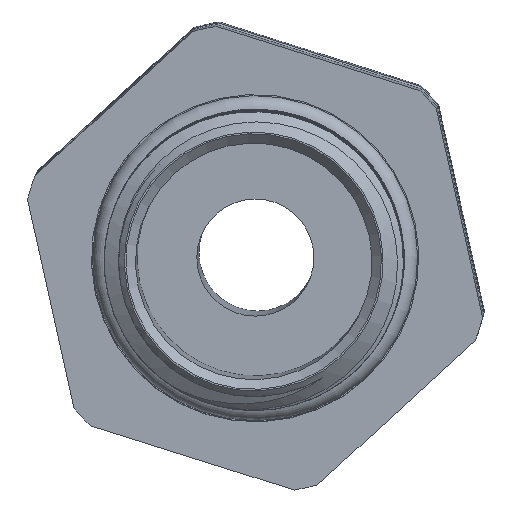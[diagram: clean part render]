
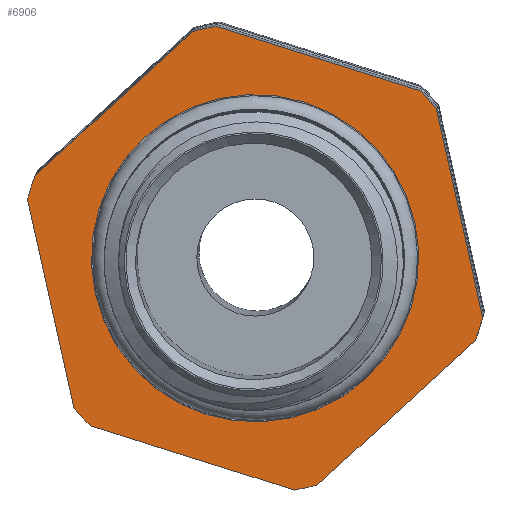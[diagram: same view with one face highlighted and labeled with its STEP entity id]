
A CAD part, front view. The second image highlights one B-rep face of the part: STEP entity #6906.
In plain terms, the highlighted face is planar.
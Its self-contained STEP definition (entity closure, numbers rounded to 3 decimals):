
#216=FACE_BOUND('',#1410,.T.);
#615=CIRCLE('',#7863,12.35);
#616=CIRCLE('',#7865,12.35);
#617=CIRCLE('',#7867,12.35);
#618=CIRCLE('',#7869,12.35);
#619=CIRCLE('',#7871,12.35);
#620=CIRCLE('',#7873,12.35);
#622=CIRCLE('',#7876,8.599);
#1008=FACE_OUTER_BOUND('',#1409,.T.);
#1409=EDGE_LOOP('',(#6135,#6136,#6137,#6138,#6139,#6140,#6141,#6142,#6143,
#6144,#6145,#6146));
#1410=EDGE_LOOP('',(#6147));
#1935=LINE('',#15157,#2171);
#1938=LINE('',#15172,#2174);
#1941=LINE('',#15187,#2177);
#1944=LINE('',#15202,#2180);
#1947=LINE('',#15217,#2183);
#1950=LINE('',#15232,#2186);
#2171=VECTOR('',#9857,10.);
#2174=VECTOR('',#9862,10.);
#2177=VECTOR('',#9867,10.);
#2180=VECTOR('',#9872,10.);
#2183=VECTOR('',#9877,10.);
#2186=VECTOR('',#9882,10.);
#3031=VERTEX_POINT('',#15154);
#3032=VERTEX_POINT('',#15156);
#3036=VERTEX_POINT('',#15169);
#3037=VERTEX_POINT('',#15171);
#3041=VERTEX_POINT('',#15184);
#3042=VERTEX_POINT('',#15186);
#3046=VERTEX_POINT('',#15199);
#3047=VERTEX_POINT('',#15201);
#3051=VERTEX_POINT('',#15214);
#3052=VERTEX_POINT('',#15216);
#3056=VERTEX_POINT('',#15229);
#3057=VERTEX_POINT('',#15231);
#3058=VERTEX_POINT('',#15263);
#4064=EDGE_CURVE('',#3032,#3031,#1935,.T.);
#4069=EDGE_CURVE('',#3037,#3036,#1938,.T.);
#4074=EDGE_CURVE('',#3042,#3041,#1941,.T.);
#4079=EDGE_CURVE('',#3047,#3046,#1944,.T.);
#4084=EDGE_CURVE('',#3052,#3051,#1947,.T.);
#4089=EDGE_CURVE('',#3057,#3056,#1950,.T.);
#4101=EDGE_CURVE('',#3057,#3046,#615,.T.);
#4102=EDGE_CURVE('',#3042,#3056,#616,.T.);
#4103=EDGE_CURVE('',#3047,#3036,#617,.T.);
#4104=EDGE_CURVE('',#3037,#3051,#618,.T.);
#4105=EDGE_CURVE('',#3052,#3031,#619,.T.);
#4106=EDGE_CURVE('',#3032,#3041,#620,.T.);
#4108=EDGE_CURVE('',#3058,#3058,#622,.T.);
#6135=ORIENTED_EDGE('',*,*,#4064,.T.);
#6136=ORIENTED_EDGE('',*,*,#4105,.F.);
#6137=ORIENTED_EDGE('',*,*,#4084,.T.);
#6138=ORIENTED_EDGE('',*,*,#4104,.F.);
#6139=ORIENTED_EDGE('',*,*,#4069,.T.);
#6140=ORIENTED_EDGE('',*,*,#4103,.F.);
#6141=ORIENTED_EDGE('',*,*,#4079,.T.);
#6142=ORIENTED_EDGE('',*,*,#4101,.F.);
#6143=ORIENTED_EDGE('',*,*,#4089,.T.);
#6144=ORIENTED_EDGE('',*,*,#4102,.F.);
#6145=ORIENTED_EDGE('',*,*,#4074,.T.);
#6146=ORIENTED_EDGE('',*,*,#4106,.F.);
#6147=ORIENTED_EDGE('',*,*,#4108,.T.);
#6547=PLANE('',#7875);
#6906=ADVANCED_FACE('',(#1008,#216),#6547,.T.);
#7863=AXIS2_PLACEMENT_3D('',#15250,#9916,#9917);
#7865=AXIS2_PLACEMENT_3D('',#15252,#9920,#9921);
#7867=AXIS2_PLACEMENT_3D('',#15254,#9924,#9925);
#7869=AXIS2_PLACEMENT_3D('',#15256,#9928,#9929);
#7871=AXIS2_PLACEMENT_3D('',#15258,#9932,#9933);
#7873=AXIS2_PLACEMENT_3D('',#15260,#9936,#9937);
#7875=AXIS2_PLACEMENT_3D('',#15262,#9940,#9941);
#7876=AXIS2_PLACEMENT_3D('',#15264,#9942,#9943);
#9857=DIRECTION('',(-1.,0.,0.));
#9862=DIRECTION('',(0.5,0.,0.866));
#9867=DIRECTION('',(-0.5,0.,-0.866));
#9872=DIRECTION('',(1.,0.,0.));
#9877=DIRECTION('',(-0.5,0.,0.866));
#9882=DIRECTION('',(0.5,0.,-0.866));
#9916=DIRECTION('center_axis',(0.,-1.,0.));
#9917=DIRECTION('ref_axis',(1.,0.,0.));
#9920=DIRECTION('center_axis',(0.,-1.,0.));
#9921=DIRECTION('ref_axis',(1.,0.,0.));
#9924=DIRECTION('center_axis',(0.,-1.,0.));
#9925=DIRECTION('ref_axis',(1.,0.,0.));
#9928=DIRECTION('center_axis',(0.,-1.,0.));
#9929=DIRECTION('ref_axis',(1.,0.,0.));
#9932=DIRECTION('center_axis',(0.,-1.,0.));
#9933=DIRECTION('ref_axis',(1.,0.,0.));
#9936=DIRECTION('center_axis',(0.,-1.,0.));
#9937=DIRECTION('ref_axis',(1.,0.,0.));
#9940=DIRECTION('center_axis',(0.,1.,0.));
#9941=DIRECTION('ref_axis',(0.,0.,1.));
#9942=DIRECTION('center_axis',(0.,-1.,0.));
#9943=DIRECTION('ref_axis',(1.,0.,0.));
#15154=CARTESIAN_POINT('',(-5.614,-16.,-11.));
#15156=CARTESIAN_POINT('',(5.614,-16.,-11.));
#15157=CARTESIAN_POINT('',(2.807,-16.,-11.));
#15169=CARTESIAN_POINT('',(-6.719,-16.,10.362));
#15171=CARTESIAN_POINT('',(-12.334,-16.,0.638));
#15172=CARTESIAN_POINT('',(-13.604,-16.,-1.562));
#15184=CARTESIAN_POINT('',(6.719,-16.,-10.362));
#15186=CARTESIAN_POINT('',(12.334,-16.,-0.638));
#15187=CARTESIAN_POINT('',(8.256,-16.,-7.7));
#15199=CARTESIAN_POINT('',(5.614,-16.,11.));
#15201=CARTESIAN_POINT('',(-5.614,-16.,11.));
#15202=CARTESIAN_POINT('',(-2.807,-16.,11.));
#15214=CARTESIAN_POINT('',(-12.334,-16.,-0.638));
#15216=CARTESIAN_POINT('',(-6.719,-16.,-10.362));
#15217=CARTESIAN_POINT('',(-5.449,-16.,-12.562));
#15229=CARTESIAN_POINT('',(12.334,-16.,0.638));
#15231=CARTESIAN_POINT('',(6.719,-16.,10.362));
#15232=CARTESIAN_POINT('',(10.797,-16.,3.3));
#15250=CARTESIAN_POINT('Origin',(0.,-16.,0.));
#15252=CARTESIAN_POINT('Origin',(0.,-16.,0.));
#15254=CARTESIAN_POINT('Origin',(0.,-16.,0.));
#15256=CARTESIAN_POINT('Origin',(0.,-16.,0.));
#15258=CARTESIAN_POINT('Origin',(0.,-16.,0.));
#15260=CARTESIAN_POINT('Origin',(0.,-16.,0.));
#15262=CARTESIAN_POINT('Origin',(0.,-16.,-12.35));
#15263=CARTESIAN_POINT('',(0.,-16.,-8.599));
#15264=CARTESIAN_POINT('Origin',(0.,-16.,0.));
